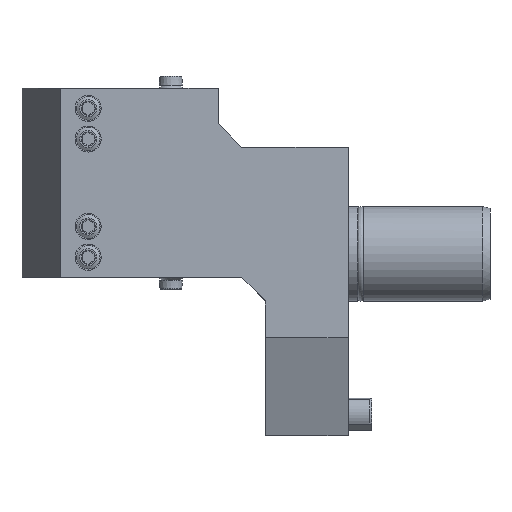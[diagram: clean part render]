
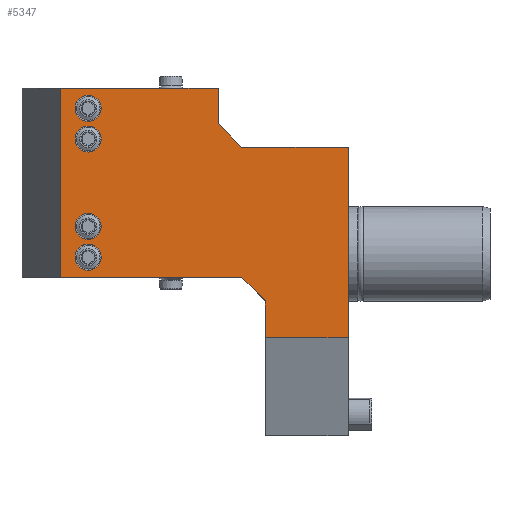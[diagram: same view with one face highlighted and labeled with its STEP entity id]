
A CAD part, top view. The second image highlights one B-rep face of the part: STEP entity #5347.
In plain terms, the highlighted planar face has unit normal (0, 0, 1).
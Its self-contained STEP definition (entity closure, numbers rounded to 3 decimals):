
#231=LINE('',#7785,#726);
#241=LINE('',#7829,#736);
#242=LINE('',#7831,#737);
#243=LINE('',#7833,#738);
#244=LINE('',#7835,#739);
#245=LINE('',#7837,#740);
#246=LINE('',#7839,#741);
#247=LINE('',#7841,#742);
#248=LINE('',#7843,#743);
#249=LINE('',#7845,#744);
#726=VECTOR('',#6260,1000.);
#736=VECTOR('',#6298,1000.);
#737=VECTOR('',#6299,1000.);
#738=VECTOR('',#6300,1000.);
#739=VECTOR('',#6301,1000.);
#740=VECTOR('',#6302,1000.);
#741=VECTOR('',#6303,1000.);
#742=VECTOR('',#6304,1000.);
#743=VECTOR('',#6305,1000.);
#744=VECTOR('',#6306,1000.);
#1257=ORIENTED_EDGE('',*,*,#2777,.T.);
#1258=ORIENTED_EDGE('',*,*,#2778,.T.);
#1259=ORIENTED_EDGE('',*,*,#2779,.F.);
#1260=ORIENTED_EDGE('',*,*,#2759,.T.);
#1261=ORIENTED_EDGE('',*,*,#2780,.T.);
#1262=ORIENTED_EDGE('',*,*,#2781,.T.);
#1263=ORIENTED_EDGE('',*,*,#2782,.T.);
#1264=ORIENTED_EDGE('',*,*,#2783,.F.);
#1265=ORIENTED_EDGE('',*,*,#2784,.F.);
#1266=ORIENTED_EDGE('',*,*,#2785,.F.);
#1267=ORIENTED_EDGE('',*,*,#2786,.T.);
#1268=ORIENTED_EDGE('',*,*,#2787,.F.);
#1269=ORIENTED_EDGE('',*,*,#2788,.T.);
#1270=ORIENTED_EDGE('',*,*,#2789,.T.);
#2759=EDGE_CURVE('',#3520,#3521,#231,.T.);
#2777=EDGE_CURVE('',#3538,#3538,#4063,.T.);
#2778=EDGE_CURVE('',#3539,#3539,#4064,.T.);
#2779=EDGE_CURVE('',#3520,#3540,#241,.T.);
#2780=EDGE_CURVE('',#3521,#3541,#242,.T.);
#2781=EDGE_CURVE('',#3541,#3542,#243,.F.);
#2782=EDGE_CURVE('',#3542,#3543,#244,.T.);
#2783=EDGE_CURVE('',#3544,#3543,#245,.T.);
#2784=EDGE_CURVE('',#3545,#3544,#246,.T.);
#2785=EDGE_CURVE('',#3546,#3545,#247,.T.);
#2786=EDGE_CURVE('',#3546,#3547,#248,.F.);
#2787=EDGE_CURVE('',#3540,#3547,#249,.T.);
#2788=EDGE_CURVE('',#3548,#3548,#4065,.T.);
#2789=EDGE_CURVE('',#3549,#3549,#4066,.T.);
#3520=VERTEX_POINT('',#7786);
#3521=VERTEX_POINT('',#7787);
#3538=VERTEX_POINT('',#7826);
#3539=VERTEX_POINT('',#7828);
#3540=VERTEX_POINT('',#7830);
#3541=VERTEX_POINT('',#7832);
#3542=VERTEX_POINT('',#7834);
#3543=VERTEX_POINT('',#7836);
#3544=VERTEX_POINT('',#7838);
#3545=VERTEX_POINT('',#7840);
#3546=VERTEX_POINT('',#7842);
#3547=VERTEX_POINT('',#7844);
#3548=VERTEX_POINT('',#7847);
#3549=VERTEX_POINT('',#7849);
#4063=CIRCLE('',#5726,5.5);
#4064=CIRCLE('',#5727,5.5);
#4065=CIRCLE('',#5728,5.5);
#4066=CIRCLE('',#5729,5.5);
#4218=EDGE_LOOP('',(#1257));
#4219=EDGE_LOOP('',(#1258));
#4220=EDGE_LOOP('',(#1259,#1260,#1261,#1262,#1263,#1264,#1265,#1266,#1267,
#1268));
#4221=EDGE_LOOP('',(#1269));
#4222=EDGE_LOOP('',(#1270));
#4668=FACE_BOUND('',#4218,.T.);
#4669=FACE_BOUND('',#4219,.T.);
#4670=FACE_BOUND('',#4220,.T.);
#4671=FACE_BOUND('',#4221,.T.);
#4672=FACE_BOUND('',#4222,.T.);
#5102=PLANE('',#5725);
#5347=ADVANCED_FACE('',(#4668,#4669,#4670,#4671,#4672),#5102,.F.);
#5725=AXIS2_PLACEMENT_3D('',#7824,#6292,#6293);
#5726=AXIS2_PLACEMENT_3D('',#7825,#6294,#6295);
#5727=AXIS2_PLACEMENT_3D('',#7827,#6296,#6297);
#5728=AXIS2_PLACEMENT_3D('',#7846,#6307,#6308);
#5729=AXIS2_PLACEMENT_3D('',#7848,#6309,#6310);
#6260=DIRECTION('',(0.,1.,0.));
#6292=DIRECTION('',(0.,0.,-1.));
#6293=DIRECTION('',(-1.,0.,0.));
#6294=DIRECTION('',(0.,0.,-1.));
#6295=DIRECTION('',(-1.,0.,0.));
#6296=DIRECTION('',(0.,0.,-1.));
#6297=DIRECTION('',(-1.,0.,0.));
#6298=DIRECTION('',(-1.,0.,0.));
#6299=DIRECTION('',(-1.,0.,0.));
#6300=DIRECTION('',(0.707,-0.707,0.));
#6301=DIRECTION('',(0.,1.,0.));
#6302=DIRECTION('',(1.,0.,0.));
#6303=DIRECTION('',(0.,1.,0.));
#6304=DIRECTION('',(-1.,0.,0.));
#6305=DIRECTION('',(-0.707,0.707,0.));
#6306=DIRECTION('',(0.,1.,0.));
#6307=DIRECTION('',(0.,0.,-1.));
#6308=DIRECTION('',(-1.,0.,0.));
#6309=DIRECTION('',(0.,0.,-1.));
#6310=DIRECTION('',(-1.,0.,0.));
#7785=CARTESIAN_POINT('',(0.,70.,38.));
#7786=CARTESIAN_POINT('',(0.,-35.5,38.));
#7787=CARTESIAN_POINT('',(0.,45.,38.));
#7824=CARTESIAN_POINT('',(-138.,70.,38.));
#7825=CARTESIAN_POINT('',(-110.,48.5,38.));
#7826=CARTESIAN_POINT('',(-115.5,48.5,38.));
#7827=CARTESIAN_POINT('',(-110.,-1.5,38.));
#7828=CARTESIAN_POINT('',(-115.5,-1.5,38.));
#7829=CARTESIAN_POINT('',(-138.,-35.5,38.));
#7830=CARTESIAN_POINT('',(-35.,-35.5,38.));
#7831=CARTESIAN_POINT('',(-138.,45.,38.));
#7832=CARTESIAN_POINT('',(-45.,45.,38.));
#7833=CARTESIAN_POINT('',(-104.,104.,38.));
#7834=CARTESIAN_POINT('',(-55.,55.,38.));
#7835=CARTESIAN_POINT('',(-55.,70.,38.));
#7836=CARTESIAN_POINT('',(-55.,70.,38.));
#7837=CARTESIAN_POINT('',(-138.,70.,38.));
#7838=CARTESIAN_POINT('',(-121.834,70.,38.));
#7839=CARTESIAN_POINT('',(-121.834,-145.474,38.));
#7840=CARTESIAN_POINT('',(-121.834,-10.,38.));
#7841=CARTESIAN_POINT('',(-138.,-10.,38.));
#7842=CARTESIAN_POINT('',(-45.,-10.,38.));
#7843=CARTESIAN_POINT('',(-131.5,76.5,38.));
#7844=CARTESIAN_POINT('',(-35.,-20.,38.));
#7845=CARTESIAN_POINT('',(-35.,-10.,38.));
#7846=CARTESIAN_POINT('',(-110.,11.5,38.));
#7847=CARTESIAN_POINT('',(-115.5,11.5,38.));
#7848=CARTESIAN_POINT('',(-110.,61.5,38.));
#7849=CARTESIAN_POINT('',(-115.5,61.5,38.));
